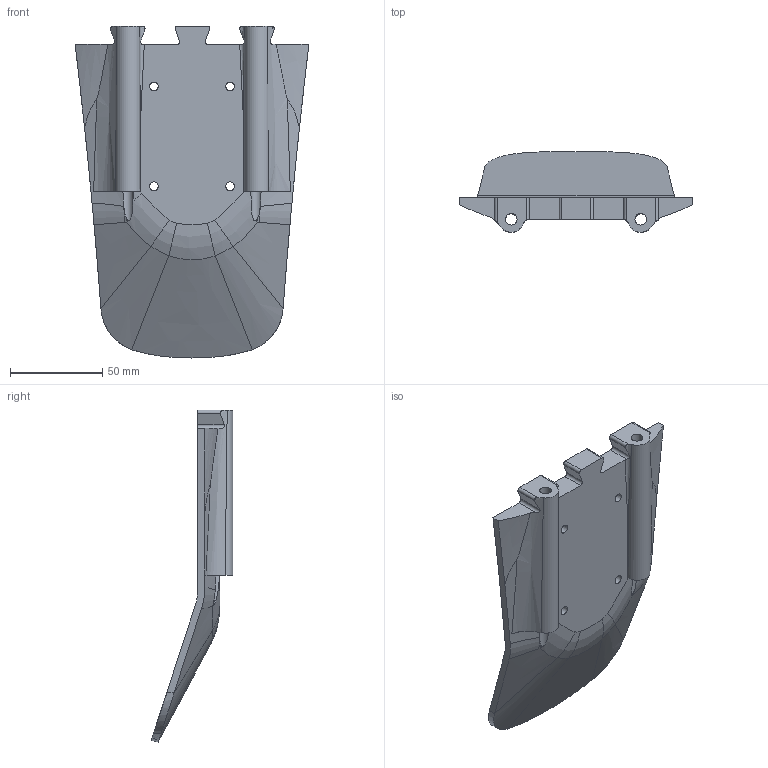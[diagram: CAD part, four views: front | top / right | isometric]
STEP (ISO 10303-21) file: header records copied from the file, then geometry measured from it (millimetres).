
FILE_DESCRIPTION(/* description */ (''),/* implementation_level */ '2;1');
FILE_NAME(/* name */ 'tail.stp',/* time_stamp */ '2024-12-14T22:00:20-08:00',/* author */ ('devan'),/* organization */ (''),/* preprocessor_version */ 'ST-DEVELOPER v20',/* originating_system */ 'Autodesk Inventor 2025',/* authorisation */ '');
FILE_SCHEMA (('AUTOMOTIVE_DESIGN { 1 0 10303 214 3 1 1 }'));
Length unit declared in the file: millimetre
Products named in the file (1): Part1
Bounding box: 126.45 x 43.95 x 179.57 mm (x, y, z)
Volume: 196460.4 mm3; surface area: 48108 mm2
Topology: 1 solids, 1 shells, 78 faces, 224 edges, 144 vertices
Faces by surface type: cylinder 27, bspline 26, plane 19, cone 4, sphere 2
Full cylindrical faces by diameter (mm): 4.763 x4, 6.25 x2
Entity records: 4023 total; most frequent: CARTESIAN_POINT 2118, ORIENTED_EDGE 444, DIRECTION 307, EDGE_CURVE 222, VERTEX_POINT 144, AXIS2_PLACEMENT_3D 120, EDGE_LOOP 88, B_SPLINE_CURVE_WITH_KNOTS 88
